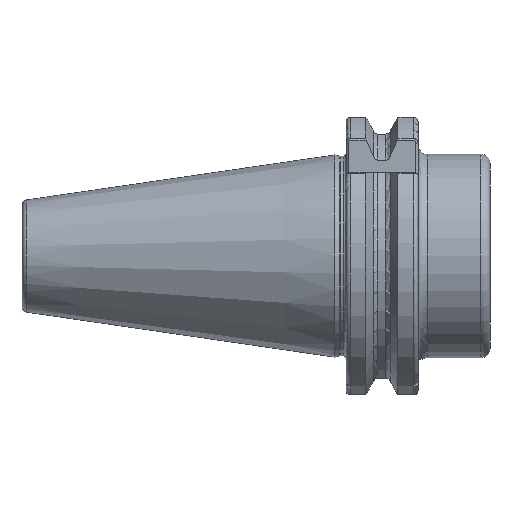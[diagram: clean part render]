
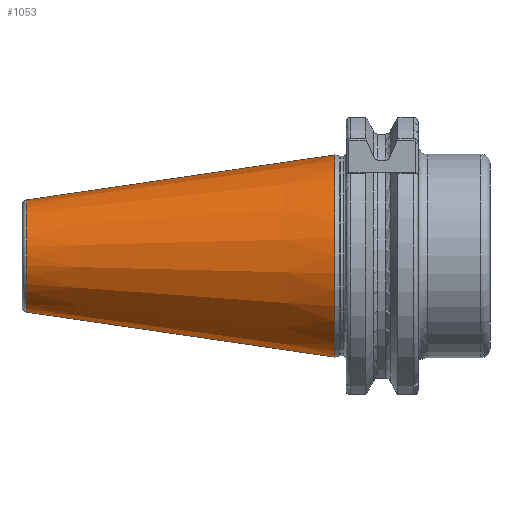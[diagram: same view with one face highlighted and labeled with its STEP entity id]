
A CAD part, front view. The second image highlights one B-rep face of the part: STEP entity #1053.
In plain terms, the highlighted conical face has half-angle 8.297 degrees and reference radius 22.692 mm.
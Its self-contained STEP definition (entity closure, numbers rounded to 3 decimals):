
#492 = CARTESIAN_POINT ( 'NONE',  ( 0., 0., -22.692 ) ) ;
#495 = DIRECTION ( 'NONE',  ( 0.99, 0., -0.144 ) ) ;
#687 = DIRECTION ( 'NONE',  ( 0.99, 0., 0.144 ) ) ;
#712 = CARTESIAN_POINT ( 'NONE',  ( 0., 0., 22.692 ) ) ;
#1053 = ADVANCED_FACE ( 'NONE', ( #8159 ), #8183, .T. ) ;
#1881 = DIRECTION ( 'NONE',  ( 1., 0., 0. ) ) ;
#1883 = DIRECTION ( 'NONE',  ( 0., 0., -1. ) ) ;
#1918 = CARTESIAN_POINT ( 'NONE',  ( -2.5, 0., 0. ) ) ;
#3830 = ORIENTED_EDGE ( 'NONE', *, *, #7662, .T. ) ;
#3843 = ORIENTED_EDGE ( 'NONE', *, *, #7488, .F. ) ;
#3846 = ORIENTED_EDGE ( 'NONE', *, *, #20849, .F. ) ;
#3856 = ORIENTED_EDGE ( 'NONE', *, *, #20796, .T. ) ;
#5814 = DIRECTION ( 'NONE',  ( 0., 0., -1. ) ) ;
#5855 = DIRECTION ( 'NONE',  ( 1., 0., 0. ) ) ;
#5866 = CARTESIAN_POINT ( 'NONE',  ( 0., 0., 0. ) ) ;
#7488 = EDGE_CURVE ( 'NONE', #17804, #17809, #8356, .T. ) ;
#7662 = EDGE_CURVE ( 'NONE', #17875, #17787, #8440, .T. ) ;
#8159 = FACE_OUTER_BOUND ( 'NONE', #18406, .T. ) ;
#8183 = CONICAL_SURFACE ( 'NONE', #21427, 22.692, 0.145 ) ;
#8356 = CIRCLE ( 'NONE', #21109, 22.327 ) ;
#8440 = CIRCLE ( 'NONE', #21142, 12.4 ) ;
#8609 = CARTESIAN_POINT ( 'NONE',  ( -70.573, 0., 0. ) ) ;
#8638 = DIRECTION ( 'NONE',  ( 0., 0., 1. ) ) ;
#8645 = DIRECTION ( 'NONE',  ( 1., 0., 0. ) ) ;
#11141 = CARTESIAN_POINT ( 'NONE',  ( -2.5, 0., -22.327 ) ) ;
#11148 = CARTESIAN_POINT ( 'NONE',  ( -70.573, 0., -12.4 ) ) ;
#11172 = CARTESIAN_POINT ( 'NONE',  ( -2.5, 0., 22.327 ) ) ;
#11225 = CARTESIAN_POINT ( 'NONE',  ( -70.573, 0., 12.4 ) ) ;
#17787 = VERTEX_POINT ( 'NONE', #11148 ) ;
#17804 = VERTEX_POINT ( 'NONE', #11172 ) ;
#17809 = VERTEX_POINT ( 'NONE', #11141 ) ;
#17875 = VERTEX_POINT ( 'NONE', #11225 ) ;
#18406 = EDGE_LOOP ( 'NONE', ( #3846, #3830, #3856, #3843 ) ) ;
#20796 = EDGE_CURVE ( 'NONE', #17787, #17809, #21643, .T. ) ;
#20849 = EDGE_CURVE ( 'NONE', #17875, #17804, #21680, .T. ) ;
#21109 = AXIS2_PLACEMENT_3D ( 'NONE', #1918, #1881, #1883 ) ;
#21142 = AXIS2_PLACEMENT_3D ( 'NONE', #8609, #8645, #8638 ) ;
#21427 = AXIS2_PLACEMENT_3D ( 'NONE', #5866, #5855, #5814 ) ;
#21619 = VECTOR ( 'NONE', #495, 1000. ) ;
#21643 = LINE ( 'NONE', #492, #21619 ) ;
#21680 = LINE ( 'NONE', #712, #21727 ) ;
#21727 = VECTOR ( 'NONE', #687, 1000. ) ;
